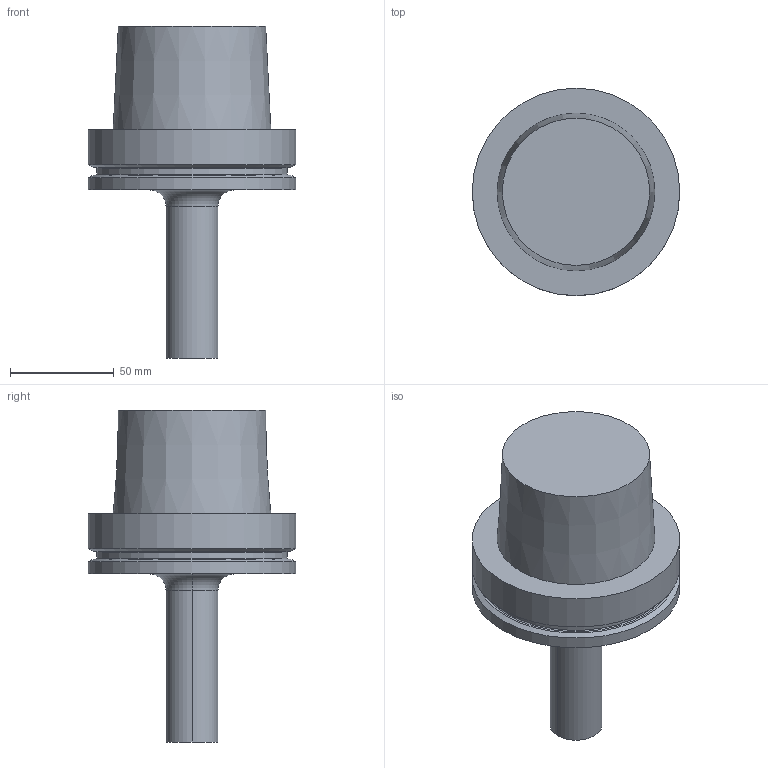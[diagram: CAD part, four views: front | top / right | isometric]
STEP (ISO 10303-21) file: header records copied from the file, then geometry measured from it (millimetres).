
FILE_DESCRIPTION(/* description */ (''),/* implementation_level */ '2;1');
FILE_NAME(/* name */ 'HSK.100A-MTS.1.110.stp',/* time_stamp */ '2024-07-21T09:18:01+02:00',/* author */ (''),/* organization */ (''),/* preprocessor_version */ 'ST-DEVELOPER v16.7',/* originating_system */ 'SIEMENS PLM Software NX 12.0',/* authorisation */ '');
FILE_SCHEMA (('AUTOMOTIVE_DESIGN { 1 0 10303 214 3 1 1 1 }'));
Length unit declared in the file: millimetre
Products named in the file (1): pf6612088076ynum
Bounding box: 100 x 100 x 160 mm (x, y, z)
Volume: 475468.2 mm3; surface area: 43477.9 mm2
Topology: 1 solids, 1 shells, 18 faces, 35 edges, 23 vertices
Faces by surface type: plane 6, cylinder 5, torus 4, cone 3
Full cylindrical faces by diameter (mm): 92 x1, 100 x2
Entity records: 531 total; most frequent: DIRECTION 96, CARTESIAN_POINT 80, ORIENTED_EDGE 60, AXIS2_PLACEMENT_3D 44, EDGE_LOOP 32, EDGE_CURVE 30, VERTEX_POINT 28, FACE_BOUND 26
